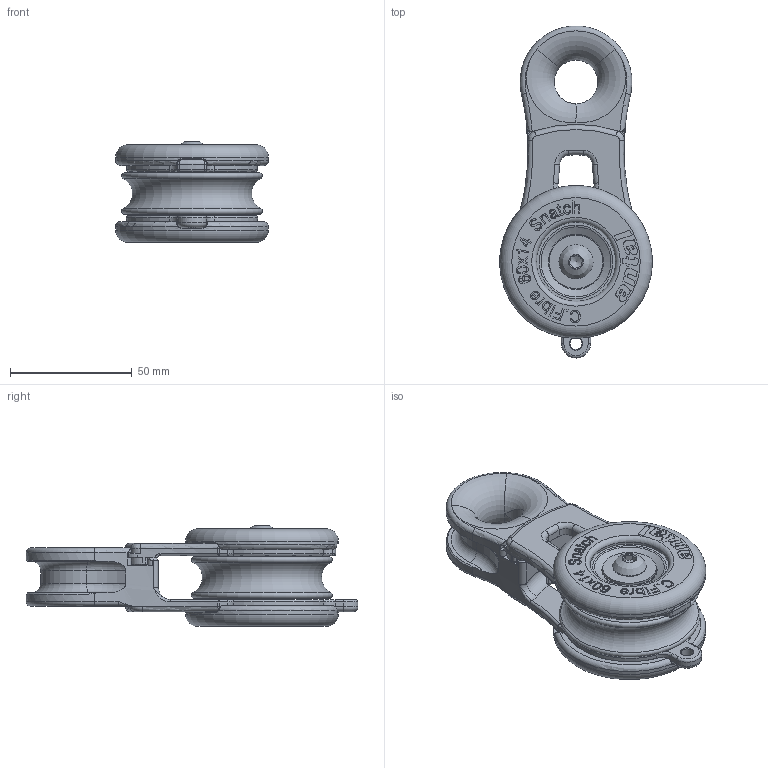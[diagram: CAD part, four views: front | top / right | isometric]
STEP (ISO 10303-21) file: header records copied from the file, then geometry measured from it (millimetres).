
FILE_DESCRIPTION(/* description */ (''),/* implementation_level */ '2;1');
FILE_NAME(/* name */ 'BB6014.stp',/* time_stamp */ '2019-12-20T10:09:51+01:00',/* author */ ('francesca'),/* organization */ (''),/* preprocessor_version */ 'ST-DEVELOPER v16.5',/* originating_system */ 'Autodesk Inventor 2017',/* authorisation */ '');
FILE_SCHEMA (('CONFIG_CONTROL_DESIGN'));
Length unit declared in the file: millimetre
Products named in the file (1): 17022223
Bounding box: 62.8 x 136.5 x 41.36 mm (x, y, z)
Volume: 133782.6 mm3; surface area: 43297.5 mm2
Topology: 2 solids, 2 shells, 1291 faces, 3621 edges, 2268 vertices
Faces by surface type: plane 453, bspline 353, torus 209, cylinder 141, sphere 71, cone 64
Full cylindrical faces by diameter (mm): 5 x1, 5.6 x2, 6 x3, 6.1 x3, 6.75 x1, 7 x1, 12 x1, 12.2 x1, 12.3 x1, 19.9 x1, 20 x1, 20.7 x2, 22 x2, 25 x2, 32.5 x2, 62.8 x2
Entity records: 46206 total; most frequent: CARTESIAN_POINT 16887, ORIENTED_EDGE 6630, DIRECTION 5160, EDGE_CURVE 3315, VERTEX_POINT 2110, AXIS2_PLACEMENT_3D 1876, EDGE_LOOP 1463, LINE 1408
